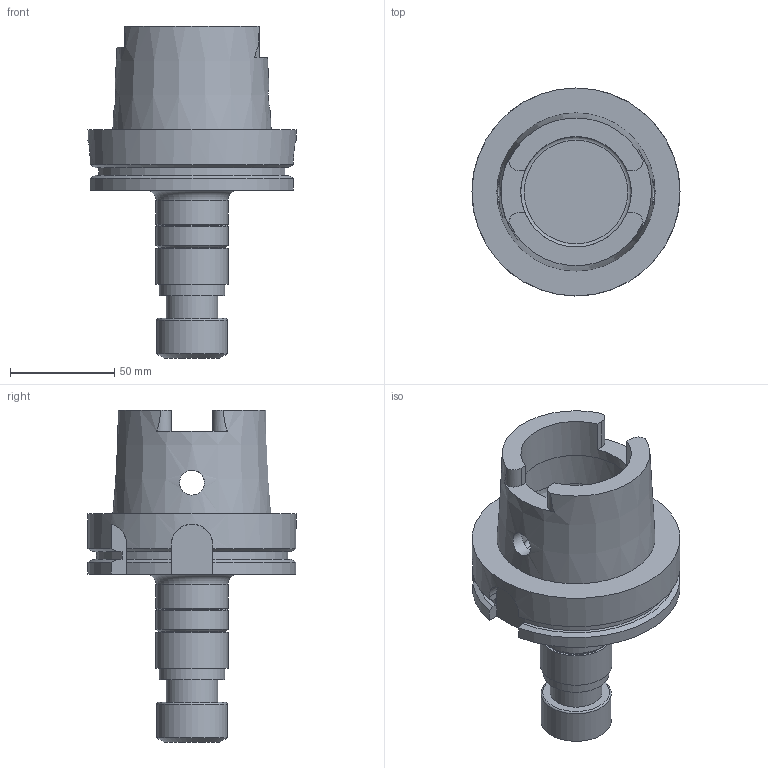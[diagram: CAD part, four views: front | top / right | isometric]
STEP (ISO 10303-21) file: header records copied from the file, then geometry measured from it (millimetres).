
FILE_DESCRIPTION(/* description */ (''),/* implementation_level */ '2;1');
FILE_NAME(/* name */ '1725527147905.stp',/* time_stamp */ '2024-09-05T11:05:52+02:00',/* author */ (''),/* organization */ ('SMS'),/* preprocessor_version */ 'ST-DEVELOPER v16.7',/* originating_system */ 'SIEMENS PLM Software NX 12.0',/* authorisation */ '');
FILE_SCHEMA (('AUTOMOTIVE_DESIGN { 1 0 10303 214 3 1 1 1 }'));
Length unit declared in the file: millimetre
Products named in the file (1): 205373841mod000_00
Bounding box: 99.93 x 99.93 x 159.5 mm (x, y, z)
Volume: 329726.6 mm3; surface area: 57611.7 mm2
Topology: 1 solids, 1 shells, 81 faces, 214 edges, 143 vertices
Faces by surface type: plane 36, cylinder 28, cone 12, torus 5
Full cylindrical faces by diameter (mm): 12 x2, 24.867 x1, 31.5 x1, 32.5 x1, 33.7 x1, 34.595 x1, 34.6 x2, 53.06 x2, 63.095 x1, 99.93 x1
Entity records: 2513 total; most frequent: CARTESIAN_POINT 602, DIRECTION 392, ORIENTED_EDGE 354, EDGE_CURVE 177, AXIS2_PLACEMENT_3D 159, VERTEX_POINT 128, EDGE_LOOP 115, ADVANCED_FACE 81
